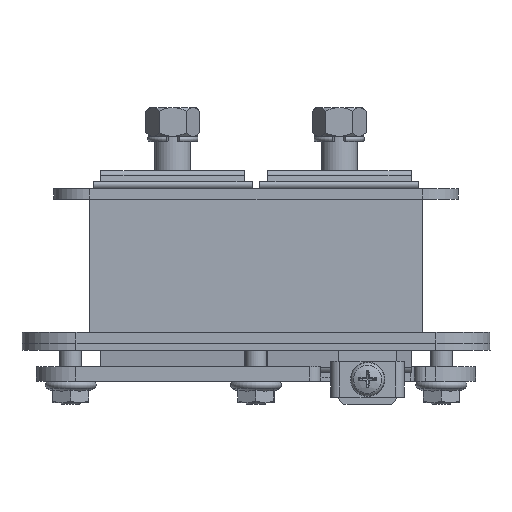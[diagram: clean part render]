
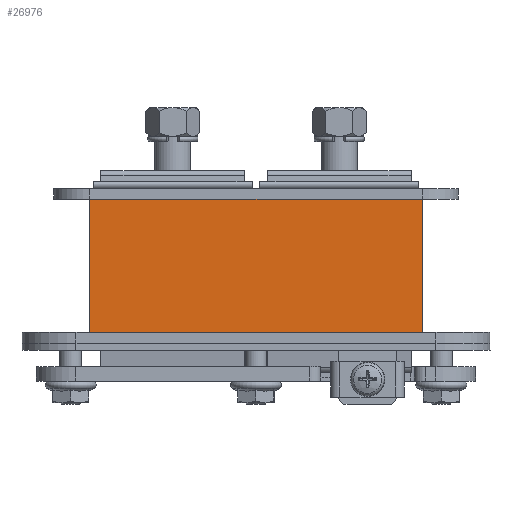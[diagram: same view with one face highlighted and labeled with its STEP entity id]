
A CAD part, front view. The second image highlights one B-rep face of the part: STEP entity #26976.
In plain terms, the highlighted planar face has unit normal (0, -1, 0).
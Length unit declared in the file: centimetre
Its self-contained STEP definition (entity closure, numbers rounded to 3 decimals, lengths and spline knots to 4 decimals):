
#2385=FACE_OUTER_BOUND('',#4100,.T.);
#4100=EDGE_LOOP('',(#22792,#22793,#22794,#22795));
#7364=LINE('',#46217,#9337);
#7467=LINE('',#46762,#9440);
#7468=LINE('',#46763,#9441);
#7469=LINE('',#46764,#9442);
#9337=VECTOR('',#37409,1.);
#9440=VECTOR('',#37818,1.);
#9441=VECTOR('',#37819,1.);
#9442=VECTOR('',#37820,1.);
#11562=VERTEX_POINT('',#46213);
#11564=VERTEX_POINT('',#46216);
#11652=VERTEX_POINT('',#46760);
#11653=VERTEX_POINT('',#46761);
#15205=EDGE_CURVE('',#11564,#11562,#7364,.T.);
#15378=EDGE_CURVE('',#11652,#11653,#7467,.T.);
#15379=EDGE_CURVE('',#11652,#11564,#7468,.T.);
#15380=EDGE_CURVE('',#11653,#11562,#7469,.T.);
#22792=ORIENTED_EDGE('',*,*,#15378,.F.);
#22793=ORIENTED_EDGE('',*,*,#15379,.T.);
#22794=ORIENTED_EDGE('',*,*,#15205,.T.);
#22795=ORIENTED_EDGE('',*,*,#15380,.F.);
#24262=PLANE('',#29961);
#26976=ADVANCED_FACE('',(#2385),#24262,.T.);
#29961=AXIS2_PLACEMENT_3D('',#46759,#37816,#37817);
#37409=DIRECTION('',(-1.,0.,0.));
#37816=DIRECTION('center_axis',(0.,-1.,0.));
#37817=DIRECTION('ref_axis',(0.,0.,
-1.));
#37818=DIRECTION('',(-1.,0.,0.));
#37819=DIRECTION('',(0.,0.,1.));
#37820=DIRECTION('',(0.,0.,1.));
#46213=CARTESIAN_POINT('',(-4.62,-10.,0.));
#46216=CARTESIAN_POINT('',(4.62,-10.,0.));
#46217=CARTESIAN_POINT('',(-4.62,-10.,0.));
#46759=CARTESIAN_POINT('Origin',(4.62,-10.,-4.));
#46760=CARTESIAN_POINT('',(4.62,-10.,-3.7));
#46761=CARTESIAN_POINT('',(-4.62,-10.,-3.7));
#46762=CARTESIAN_POINT('',(2.31,-10.,-3.7));
#46763=CARTESIAN_POINT('',(4.62,-10.,-4.));
#46764=CARTESIAN_POINT('',(-4.62,-10.,-4.));
